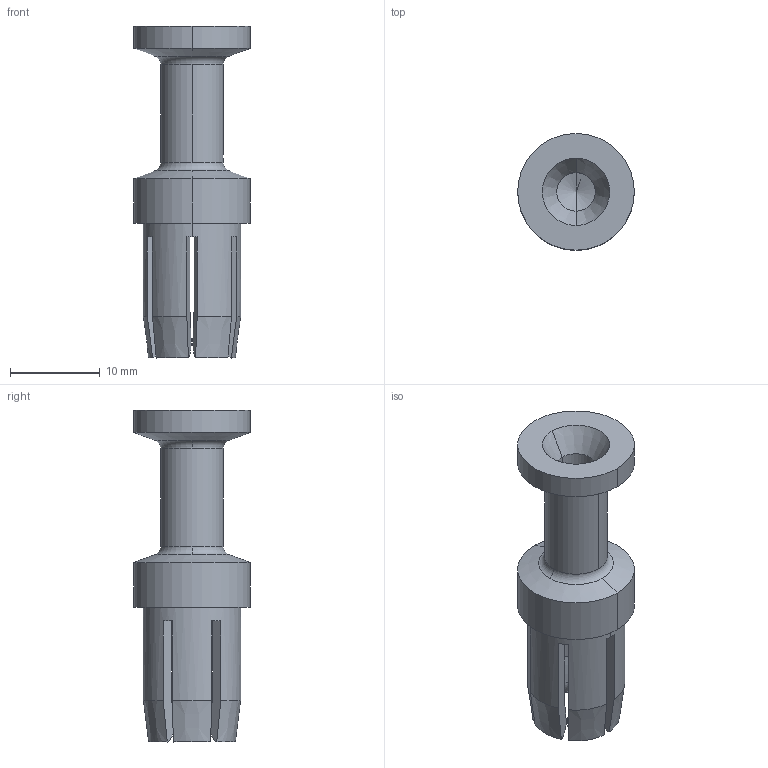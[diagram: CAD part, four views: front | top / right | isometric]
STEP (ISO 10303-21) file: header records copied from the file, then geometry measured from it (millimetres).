
FILE_DESCRIPTION(('Creo Elements/Direct Modeling STEP Export'),'2;1');
FILE_NAME('0lndrr03rh6hvff3856','2015-07-02T13:08:00',(''),(''),'Creo Elements/Direct Modeling STEP processor for AP214 (Solid Model)','Creo Elements/Direct Modeling 18.1F 24-Jul-2014 (C) Parametric Technology GmbH','');
FILE_SCHEMA(('AUTOMOTIVE_DESIGN { 1 0 10303 214 1 1 1 1 }'));
Length unit declared in the file: millimetre
Products named in the file (1): CGFA_10
Bounding box: 13 x 13 x 37 mm (x, y, z)
Volume: 1812 mm3; surface area: 2199.4 mm2
Topology: 1 solids, 1 shells, 78 faces, 219 edges, 141 vertices
Faces by surface type: cone 28, plane 26, cylinder 14, torus 10
Entity records: 3640 total; most frequent: CARTESIAN_POINT 1899, ORIENTED_EDGE 430, DIRECTION 256, EDGE_CURVE 215, VERTEX_POINT 141, AXIS2_PLACEMENT_3D 92, EDGE_LOOP 82, FACE_OUTER_BOUND 78
